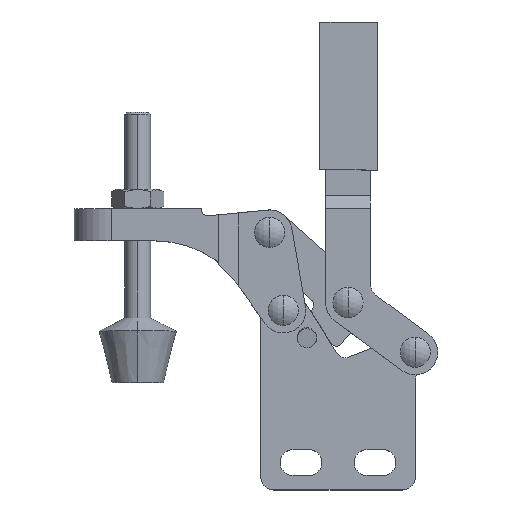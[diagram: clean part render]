
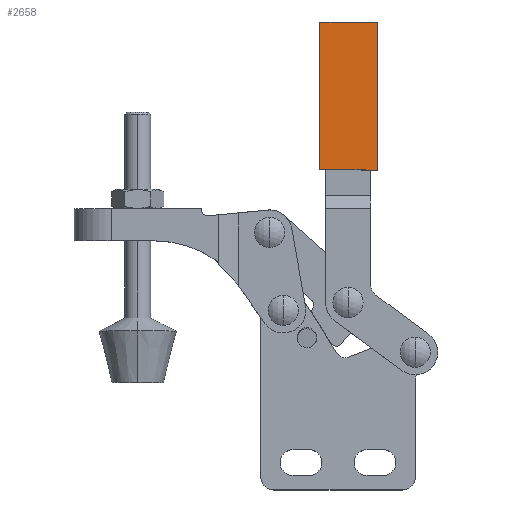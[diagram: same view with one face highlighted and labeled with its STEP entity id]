
A CAD part, top view. The second image highlights one B-rep face of the part: STEP entity #2658.
In plain terms, the highlighted planar face has unit normal (0, 0, 1).
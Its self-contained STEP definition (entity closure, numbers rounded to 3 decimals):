
#71 = VERTEX_POINT ( 'NONE', #2254 ) ;
#694 = EDGE_CURVE ( 'NONE', #5554, #3827, #1774, .T. ) ;
#707 = VERTEX_POINT ( 'NONE', #6580 ) ;
#788 = FACE_OUTER_BOUND ( 'NONE', #4439, .T. ) ;
#1279 = LINE ( 'NONE', #1678, #5774 ) ;
#1446 = ORIENTED_EDGE ( 'NONE', *, *, #3258, .T. ) ;
#1522 = PLANE ( 'NONE',  #7151 ) ;
#1678 = CARTESIAN_POINT ( 'NONE',  ( -14.893, 38.041, 2.5 ) ) ;
#1701 = CARTESIAN_POINT ( 'NONE',  ( -14.893, 38.041, 2.5 ) ) ;
#1774 = LINE ( 'NONE', #6487, #7651 ) ;
#2144 = CARTESIAN_POINT ( 'NONE',  ( -5.893, 38.016, 2.5 ) ) ;
#2254 = CARTESIAN_POINT ( 'NONE',  ( -5.83, 60.996, 2.5 ) ) ;
#2505 = CARTESIAN_POINT ( 'NONE',  ( -5.83, 60.996, 2.5 ) ) ;
#2658 = ADVANCED_FACE ( 'NONE', ( #788 ), #1522, .F. ) ;
#3258 = EDGE_CURVE ( 'NONE', #71, #707, #6779, .T. ) ;
#3441 = DIRECTION ( 'NONE',  ( -0.003, -1., 0. ) ) ;
#3675 = EDGE_CURVE ( 'NONE', #3827, #71, #6585, .T. ) ;
#3827 = VERTEX_POINT ( 'NONE', #2144 ) ;
#4020 = ORIENTED_EDGE ( 'NONE', *, *, #6704, .T. ) ;
#4439 = EDGE_LOOP ( 'NONE', ( #4020, #4995, #6684, #1446 ) ) ;
#4474 = DIRECTION ( 'NONE',  ( -1., 0.003, 0. ) ) ;
#4830 = DIRECTION ( 'NONE',  ( 0.003, 1., 0. ) ) ;
#4904 = DIRECTION ( 'NONE',  ( 0., 0., -1. ) ) ;
#4995 = ORIENTED_EDGE ( 'NONE', *, *, #694, .T. ) ;
#5184 = VECTOR ( 'NONE', #4474, 1000. ) ;
#5554 = VERTEX_POINT ( 'NONE', #1701 ) ;
#5705 = CARTESIAN_POINT ( 'NONE',  ( -14.83, 61.021, 2.5 ) ) ;
#5774 = VECTOR ( 'NONE', #3441, 1000. ) ;
#6241 = CARTESIAN_POINT ( 'NONE',  ( -14.83, 61.021, 2.5 ) ) ;
#6396 = VECTOR ( 'NONE', #4830, 1000. ) ;
#6487 = CARTESIAN_POINT ( 'NONE',  ( -14.893, 38.041, 2.5 ) ) ;
#6554 = DIRECTION ( 'NONE',  ( 1., -0.003, 0. ) ) ;
#6580 = CARTESIAN_POINT ( 'NONE',  ( -14.83, 61.021, 2.5 ) ) ;
#6585 = LINE ( 'NONE', #2505, #6396 ) ;
#6684 = ORIENTED_EDGE ( 'NONE', *, *, #3675, .T. ) ;
#6704 = EDGE_CURVE ( 'NONE', #707, #5554, #1279, .T. ) ;
#6779 = LINE ( 'NONE', #6241, #5184 ) ;
#7151 = AXIS2_PLACEMENT_3D ( 'NONE', #5705, #4904, #7569 ) ;
#7569 = DIRECTION ( 'NONE',  ( -1., 0.003, 0. ) ) ;
#7651 = VECTOR ( 'NONE', #6554, 1000. ) ;
